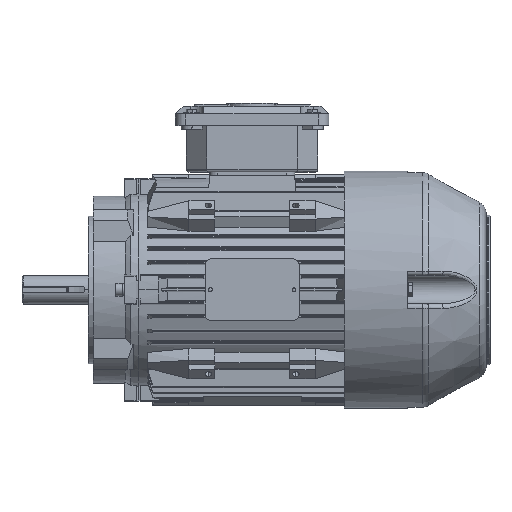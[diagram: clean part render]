
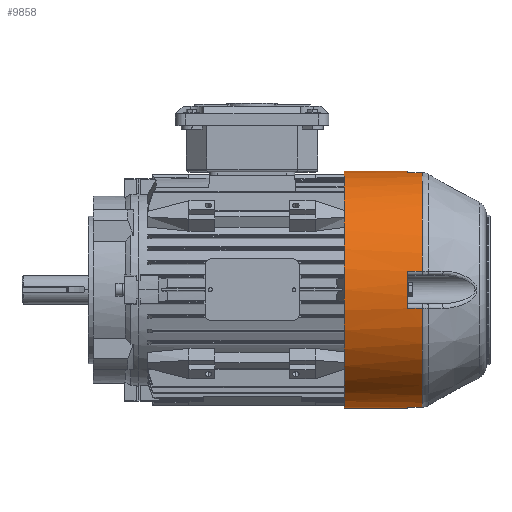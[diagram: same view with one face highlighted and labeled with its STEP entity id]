
A CAD part, top view. The second image highlights one B-rep face of the part: STEP entity #9858.
In plain terms, the highlighted cylindrical face has radius 92 mm (diameter 184 mm), a partial arc.
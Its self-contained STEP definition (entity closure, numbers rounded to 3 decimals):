
#9791 = VERTEX_POINT ( 'NONE', #50466 ) ;
#9826 = EDGE_LOOP ( 'NONE', ( #9861, #9868, #9874, #10157, #10161, #10010, #10039, #9938, #9979, #9923, #9928, #10068 ) ) ;
#9858 = ADVANCED_FACE ( 'NONE', ( #50592 ), #50653, .T. ) ;
#9861 = ORIENTED_EDGE ( 'NONE', *, *, #9862, .T. ) ;
#9862 = EDGE_CURVE ( 'NONE', #9864, #9866, #50644, .T. ) ;
#9864 = VERTEX_POINT ( 'NONE', #50639 ) ;
#9866 = VERTEX_POINT ( 'NONE', #50633 ) ;
#9868 = ORIENTED_EDGE ( 'NONE', *, *, #9870, .T. ) ;
#9870 = EDGE_CURVE ( 'NONE', #9866, #9871, #50632, .T. ) ;
#9871 = VERTEX_POINT ( 'NONE', #50628 ) ;
#9874 = ORIENTED_EDGE ( 'NONE', *, *, #9876, .F. ) ;
#9876 = EDGE_CURVE ( 'NONE', #9791, #9871, #50684, .T. ) ;
#9923 = ORIENTED_EDGE ( 'NONE', *, *, #9925, .T. ) ;
#9925 = EDGE_CURVE ( 'NONE', #9982, #9926, #50841, .T. ) ;
#9926 = VERTEX_POINT ( 'NONE', #50837 ) ;
#9928 = ORIENTED_EDGE ( 'NONE', *, *, #9930, .T. ) ;
#9930 = EDGE_CURVE ( 'NONE', #9926, #9931, #50836, .T. ) ;
#9931 = VERTEX_POINT ( 'NONE', #50831 ) ;
#9934 = EDGE_CURVE ( 'NONE', #10121, #9936, #50830, .T. ) ;
#9936 = VERTEX_POINT ( 'NONE', #50824 ) ;
#9938 = ORIENTED_EDGE ( 'NONE', *, *, #9942, .T. ) ;
#9939 = EDGE_CURVE ( 'NONE', #10158, #9791, #50823, .T. ) ;
#9942 = EDGE_CURVE ( 'NONE', #9936, #9943, #50875, .T. ) ;
#9943 = VERTEX_POINT ( 'NONE', #50871 ) ;
#9979 = ORIENTED_EDGE ( 'NONE', *, *, #9981, .T. ) ;
#9981 = EDGE_CURVE ( 'NONE', #9943, #9982, #51030, .T. ) ;
#9982 = VERTEX_POINT ( 'NONE', #51025 ) ;
#10010 = ORIENTED_EDGE ( 'NONE', *, *, #10012, .T. ) ;
#10012 = EDGE_CURVE ( 'NONE', #10081, #10121, #51124, .T. ) ;
#10039 = ORIENTED_EDGE ( 'NONE', *, *, #9934, .T. ) ;
#10068 = ORIENTED_EDGE ( 'NONE', *, *, #10070, .T. ) ;
#10070 = EDGE_CURVE ( 'NONE', #9931, #9864, #51249, .T. ) ;
#10081 = VERTEX_POINT ( 'NONE', #51292 ) ;
#10121 = VERTEX_POINT ( 'NONE', #51385 ) ;
#10157 = ORIENTED_EDGE ( 'NONE', *, *, #9939, .F. ) ;
#10158 = VERTEX_POINT ( 'NONE', #51474 ) ;
#10161 = ORIENTED_EDGE ( 'NONE', *, *, #10162, .T. ) ;
#10162 = EDGE_CURVE ( 'NONE', #10158, #10081, #51466, .T. ) ;
#50466 = CARTESIAN_POINT ( 'NONE',  ( 0., 0., 92. ) ) ;
#50592 = FACE_OUTER_BOUND ( 'NONE', #9826, .T. ) ;
#50628 = CARTESIAN_POINT ( 'NONE',  ( 0., 0., -92. ) ) ;
#50629 = DIRECTION ( 'NONE',  ( -1., 0., 0. ) ) ;
#50630 = VECTOR ( 'NONE', #50629, 1000. ) ;
#50631 = CARTESIAN_POINT ( 'NONE',  ( 0., 0., -92. ) ) ;
#50632 = LINE ( 'NONE', #50631, #50630 ) ;
#50633 = CARTESIAN_POINT ( 'NONE',  ( 49., 0., -92. ) ) ;
#50639 = CARTESIAN_POINT ( 'NONE',  ( 49., 14.472, -90.855 ) ) ;
#50640 = DIRECTION ( 'NONE',  ( 0., 0., 1. ) ) ;
#50641 = DIRECTION ( 'NONE',  ( -1., 0., 0. ) ) ;
#50642 = CARTESIAN_POINT ( 'NONE',  ( 49., 0., 0. ) ) ;
#50643 = AXIS2_PLACEMENT_3D ( 'NONE', #50642, #50641, #50640 ) ;
#50644 = CIRCLE ( 'NONE', #50643, 92. ) ;
#50649 = DIRECTION ( 'NONE',  ( 0., 0., 1. ) ) ;
#50650 = DIRECTION ( 'NONE',  ( -1., 0., 0. ) ) ;
#50651 = CARTESIAN_POINT ( 'NONE',  ( 0., 0., 0. ) ) ;
#50652 = AXIS2_PLACEMENT_3D ( 'NONE', #50651, #50650, #50649 ) ;
#50653 = CYLINDRICAL_SURFACE ( 'NONE', #50652, 92. ) ;
#50680 = DIRECTION ( 'NONE',  ( 0., 0., 1. ) ) ;
#50681 = DIRECTION ( 'NONE',  ( -1., 0., 0. ) ) ;
#50682 = CARTESIAN_POINT ( 'NONE',  ( 0., 0., 0. ) ) ;
#50683 = AXIS2_PLACEMENT_3D ( 'NONE', #50682, #50681, #50680 ) ;
#50684 = CIRCLE ( 'NONE', #50683, 92. ) ;
#50820 = DIRECTION ( 'NONE',  ( -1., 0., 0. ) ) ;
#50821 = VECTOR ( 'NONE', #50820, 1000. ) ;
#50822 = CARTESIAN_POINT ( 'NONE',  ( 0., 0., 92. ) ) ;
#50823 = LINE ( 'NONE', #50822, #50821 ) ;
#50824 = CARTESIAN_POINT ( 'NONE',  ( 60.555, 90.855, 14.472 ) ) ;
#50826 = DIRECTION ( 'NONE',  ( 0., 0., 1. ) ) ;
#50827 = DIRECTION ( 'NONE',  ( -1., 0., 0. ) ) ;
#50828 = CARTESIAN_POINT ( 'NONE',  ( 60.555, 0., 0. ) ) ;
#50829 = AXIS2_PLACEMENT_3D ( 'NONE', #50828, #50827, #50826 ) ;
#50830 = CIRCLE ( 'NONE', #50829, 92. ) ;
#50831 = CARTESIAN_POINT ( 'NONE',  ( 60.555, 14.472, -90.855 ) ) ;
#50832 = DIRECTION ( 'NONE',  ( 0., 0., 1. ) ) ;
#50833 = DIRECTION ( 'NONE',  ( -1., 0., 0. ) ) ;
#50834 = CARTESIAN_POINT ( 'NONE',  ( 60.555, 0., 0. ) ) ;
#50835 = AXIS2_PLACEMENT_3D ( 'NONE', #50834, #50833, #50832 ) ;
#50836 = CIRCLE ( 'NONE', #50835, 92. ) ;
#50837 = CARTESIAN_POINT ( 'NONE',  ( 60.555, 90.855, -14.472 ) ) ;
#50838 = DIRECTION ( 'NONE',  ( 1., 0., 0. ) ) ;
#50839 = VECTOR ( 'NONE', #50838, 1000. ) ;
#50840 = CARTESIAN_POINT ( 'NONE',  ( 0., 90.855, -14.472 ) ) ;
#50841 = LINE ( 'NONE', #50840, #50839 ) ;
#50871 = CARTESIAN_POINT ( 'NONE',  ( 49., 90.855, 14.472 ) ) ;
#50872 = DIRECTION ( 'NONE',  ( -1., 0., 0. ) ) ;
#50873 = VECTOR ( 'NONE', #50872, 1000. ) ;
#50874 = CARTESIAN_POINT ( 'NONE',  ( 0., 90.855, 14.472 ) ) ;
#50875 = LINE ( 'NONE', #50874, #50873 ) ;
#51025 = CARTESIAN_POINT ( 'NONE',  ( 49., 90.855, -14.472 ) ) ;
#51026 = DIRECTION ( 'NONE',  ( 0., 0., 1. ) ) ;
#51027 = DIRECTION ( 'NONE',  ( -1., 0., 0. ) ) ;
#51028 = CARTESIAN_POINT ( 'NONE',  ( 49., 0., 0. ) ) ;
#51029 = AXIS2_PLACEMENT_3D ( 'NONE', #51028, #51027, #51026 ) ;
#51030 = CIRCLE ( 'NONE', #51029, 92. ) ;
#51116 = DIRECTION ( 'NONE',  ( 1., 0., 0. ) ) ;
#51117 = VECTOR ( 'NONE', #51116, 1000. ) ;
#51118 = CARTESIAN_POINT ( 'NONE',  ( 0., 14.472, 90.855 ) ) ;
#51124 = LINE ( 'NONE', #51118, #51117 ) ;
#51246 = DIRECTION ( 'NONE',  ( -1., 0., 0. ) ) ;
#51247 = VECTOR ( 'NONE', #51246, 1000. ) ;
#51248 = CARTESIAN_POINT ( 'NONE',  ( 0., 14.472, -90.855 ) ) ;
#51249 = LINE ( 'NONE', #51248, #51247 ) ;
#51292 = CARTESIAN_POINT ( 'NONE',  ( 49., 14.472, 90.855 ) ) ;
#51385 = CARTESIAN_POINT ( 'NONE',  ( 60.555, 14.472, 90.855 ) ) ;
#51462 = DIRECTION ( 'NONE',  ( 0., 0., 1. ) ) ;
#51463 = DIRECTION ( 'NONE',  ( -1., 0., 0. ) ) ;
#51464 = CARTESIAN_POINT ( 'NONE',  ( 49., 0., 0. ) ) ;
#51465 = AXIS2_PLACEMENT_3D ( 'NONE', #51464, #51463, #51462 ) ;
#51466 = CIRCLE ( 'NONE', #51465, 92. ) ;
#51474 = CARTESIAN_POINT ( 'NONE',  ( 49., 0., 92. ) ) ;
